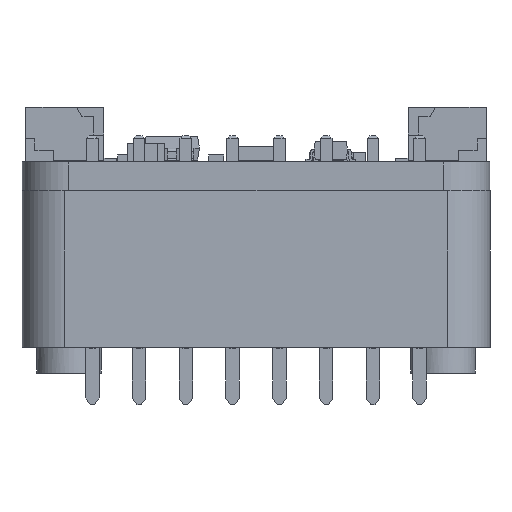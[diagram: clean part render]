
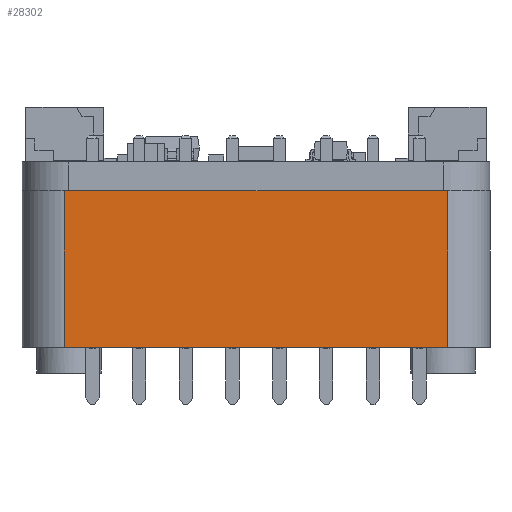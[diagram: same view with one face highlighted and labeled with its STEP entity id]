
A CAD part, front view. The second image highlights one B-rep face of the part: STEP entity #28302.
In plain terms, the highlighted planar face has unit normal (0, -1, 0).
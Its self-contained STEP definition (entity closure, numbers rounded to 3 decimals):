
#28289=AXIS2_PLACEMENT_3D('Plane Axis2P3D',#28286,#28287,#28288) ;
#26700=CARTESIAN_POINT('Vertex',(-10.41,-1.25,4.25)) ;
#26703=CARTESIAN_POINT('Line Origine',(0.,-1.25,4.25)) ;
#26707=CARTESIAN_POINT('Vertex',(10.41,-1.25,4.25)) ;
#27023=CARTESIAN_POINT('Vertex',(-10.41,-1.25,-4.25)) ;
#27026=CARTESIAN_POINT('Line Origine',(-10.41,-1.25,0.)) ;
#27109=CARTESIAN_POINT('Line Origine',(10.41,-1.25,0.)) ;
#27113=CARTESIAN_POINT('Vertex',(10.41,-1.25,-4.25)) ;
#28286=CARTESIAN_POINT('Axis2P3D Location',(0.,-1.25,0.)) ;
#28291=CARTESIAN_POINT('Line Origine',(0.,-1.25,-4.25)) ;
#26704=DIRECTION('Vector Direction',(-1.,0.,0.)) ;
#27027=DIRECTION('Vector Direction',(0.,0.,-1.)) ;
#27110=DIRECTION('Vector Direction',(0.,0.,1.)) ;
#28287=DIRECTION('Axis2P3D Direction',(0.,-1.,0.)) ;
#28288=DIRECTION('Axis2P3D XDirection',(0.,0.,-1.)) ;
#28292=DIRECTION('Vector Direction',(1.,0.,0.)) ;
#26705=VECTOR('Line Direction',#26704,1.) ;
#27028=VECTOR('Line Direction',#27027,1.) ;
#27111=VECTOR('Line Direction',#27110,1.) ;
#28293=VECTOR('Line Direction',#28292,1.) ;
#28297=ORIENTED_EDGE('',*,*,#26709,.T.) ;
#28298=ORIENTED_EDGE('',*,*,#27030,.T.) ;
#28299=ORIENTED_EDGE('',*,*,#28295,.T.) ;
#28300=ORIENTED_EDGE('',*,*,#27115,.T.) ;
#28302=ADVANCED_FACE('',(#28301),#28290,.T.) ;
#26709=EDGE_CURVE('',#26708,#26701,#26706,.T.) ;
#27030=EDGE_CURVE('',#26701,#27024,#27029,.T.) ;
#27115=EDGE_CURVE('',#27114,#26708,#27112,.T.) ;
#28295=EDGE_CURVE('',#27024,#27114,#28294,.T.) ;
#28296=EDGE_LOOP('',(#28297,#28298,#28299,#28300)) ;
#28301=FACE_OUTER_BOUND('',#28296,.T.) ;
#26706=LINE('Line',#26703,#26705) ;
#27029=LINE('Line',#27026,#27028) ;
#27112=LINE('Line',#27109,#27111) ;
#28294=LINE('Line',#28291,#28293) ;
#28290=PLANE('Plane',#28289) ;
#26701=VERTEX_POINT('',#26700) ;
#26708=VERTEX_POINT('',#26707) ;
#27024=VERTEX_POINT('',#27023) ;
#27114=VERTEX_POINT('',#27113) ;
